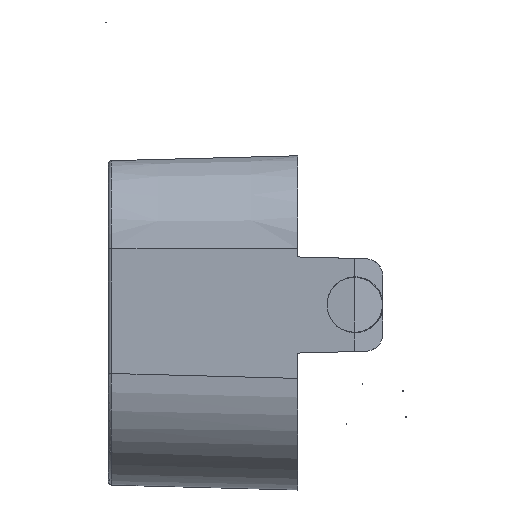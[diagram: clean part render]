
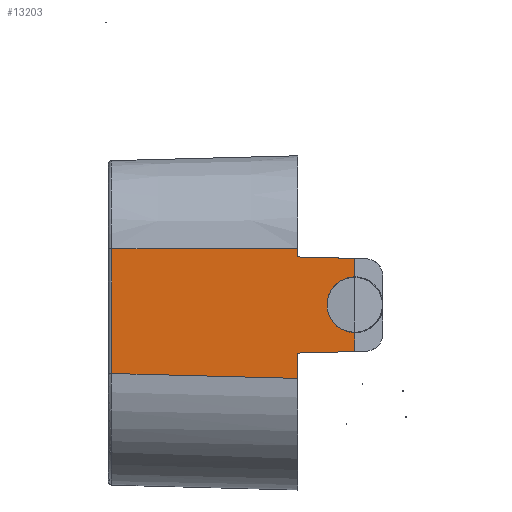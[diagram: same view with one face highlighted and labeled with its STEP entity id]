
A CAD part, left-side view. The second image highlights one B-rep face of the part: STEP entity #13203.
In plain terms, the highlighted planar face has unit normal (-1, 0.026, 0).
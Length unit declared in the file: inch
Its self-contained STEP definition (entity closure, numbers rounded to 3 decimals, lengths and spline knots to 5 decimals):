
#475 = DIRECTION ( 'NONE',  ( -1., 0.026, 0. ) ) ;
#491 = CARTESIAN_POINT ( 'NONE',  ( 0., -0.95472, -1.83858 ) ) ;
#912 = DIRECTION ( 'NONE',  ( 0.026, 0.999, -0.026 ) ) ;
#1362 = LINE ( 'NONE', #30272, #36421 ) ;
#1539 = DIRECTION ( 'NONE',  ( 0., 0., -1. ) ) ;
#3023 = EDGE_CURVE ( 'NONE', #28190, #28622, #14963, .T. ) ;
#4162 = EDGE_CURVE ( 'NONE', #28622, #30940, #19009, .T. ) ;
#4606 = CARTESIAN_POINT ( 'NONE',  ( 0., -0.95472, -0.5565 ) ) ;
#4640 = DIRECTION ( 'NONE',  ( 0., 0., -1. ) ) ;
#5577 = VECTOR ( 'NONE', #25287, 39.37008 ) ;
#5702 = ORIENTED_EDGE ( 'NONE', *, *, #9172, .T. ) ;
#6105 = VERTEX_POINT ( 'NONE', #34387 ) ;
#6143 = ORIENTED_EDGE ( 'NONE', *, *, #4162, .F. ) ;
#6522 = DIRECTION ( 'NONE',  ( -0.026, -1., 0. ) ) ;
#6587 = LINE ( 'NONE', #20444, #9407 ) ;
#6786 = EDGE_CURVE ( 'NONE', #21655, #36654, #6587, .T. ) ;
#7197 = CARTESIAN_POINT ( 'NONE',  ( 0.02498, -0.00065, -1.11022 ) ) ;
#7929 = DIRECTION ( 'NONE',  ( -0.026, -1., 0. ) ) ;
#9172 = EDGE_CURVE ( 'NONE', #12729, #21655, #1362, .T. ) ;
#9292 = EDGE_CURVE ( 'NONE', #32165, #6105, #13511, .T. ) ;
#9407 = VECTOR ( 'NONE', #14560, 39.37008 ) ;
#10145 = CARTESIAN_POINT ( 'NONE',  ( -0.00822, -1.26847, -1.93757 ) ) ;
#10372 = CARTESIAN_POINT ( 'NONE',  ( -0.00822, -1.26847, -1.07702 ) ) ;
#11277 = EDGE_LOOP ( 'NONE', ( #33774, #15348, #29487, #5702, #19249, #16165, #6143, #30316, #34489, #25502, #22658 ) ) ;
#11835 = AXIS2_PLACEMENT_3D ( 'NONE', #37852, #35087, #7929 ) ;
#12105 = CARTESIAN_POINT ( 'NONE',  ( 0., -0.95472, -1.22462 ) ) ;
#12261 = DIRECTION ( 'NONE',  ( -0.026, -1., 0. ) ) ;
#12402 = PLANE ( 'NONE',  #28383 ) ;
#12729 = VERTEX_POINT ( 'NONE', #12858 ) ;
#12858 = CARTESIAN_POINT ( 'NONE',  ( 0., -0.95472, -0.51181 ) ) ;
#13203 = ADVANCED_FACE ( 'NONE', ( #15923 ), #12402, .T. ) ;
#13511 = LINE ( 'NONE', #10145, #5577 ) ;
#14431 = VECTOR ( 'NONE', #26762, 39.37008 ) ;
#14560 = DIRECTION ( 'NONE',  ( 0., 0., -1. ) ) ;
#14963 = LINE ( 'NONE', #7197, #31286 ) ;
#15348 = ORIENTED_EDGE ( 'NONE', *, *, #20066, .T. ) ;
#15923 = FACE_OUTER_BOUND ( 'NONE', #11277, .T. ) ;
#16165 = ORIENTED_EDGE ( 'NONE', *, *, #21218, .T. ) ;
#16634 = CARTESIAN_POINT ( 'NONE',  ( 0., -0.95472, -1.83858 ) ) ;
#17927 = VERTEX_POINT ( 'NONE', #4606 ) ;
#18302 = LINE ( 'NONE', #19448, #37446 ) ;
#18546 = DIRECTION ( 'NONE',  ( 0.026, 1., 0. ) ) ;
#18665 = CARTESIAN_POINT ( 'NONE',  ( -0.00042, -0.97078, -1.22504 ) ) ;
#19009 = LINE ( 'NONE', #16634, #27449 ) ;
#19249 = ORIENTED_EDGE ( 'NONE', *, *, #6786, .T. ) ;
#19448 = CARTESIAN_POINT ( 'NONE',  ( 0., -0.95472, -1.83858 ) ) ;
#19516 = CARTESIAN_POINT ( 'NONE',  ( -0.00822, -1.26847, -0.66589 ) ) ;
#20066 = EDGE_CURVE ( 'NONE', #6105, #17927, #36443, .T. ) ;
#20355 = EDGE_CURVE ( 'NONE', #28190, #24579, #38761, .T. ) ;
#20444 = CARTESIAN_POINT ( 'NONE',  ( 0.02677, 0.06744, -1.83858 ) ) ;
#21218 = EDGE_CURVE ( 'NONE', #36654, #30940, #31180, .T. ) ;
#21446 = EDGE_CURVE ( 'NONE', #32165, #24163, #30669, .T. ) ;
#21655 = VERTEX_POINT ( 'NONE', #33532 ) ;
#22658 = ORIENTED_EDGE ( 'NONE', *, *, #21446, .F. ) ;
#23584 = AXIS2_PLACEMENT_3D ( 'NONE', #33297, #475, #6522 ) ;
#24115 = DIRECTION ( 'NONE',  ( -1., 0.026, 0. ) ) ;
#24163 = VERTEX_POINT ( 'NONE', #34620 ) ;
#24579 = VERTEX_POINT ( 'NONE', #28010 ) ;
#25287 = DIRECTION ( 'NONE',  ( 0., 0., 1. ) ) ;
#25291 = EDGE_CURVE ( 'NONE', #12729, #17927, #18302, .T. ) ;
#25502 = ORIENTED_EDGE ( 'NONE', *, *, #38370, .F. ) ;
#26024 = DIRECTION ( 'NONE',  ( 0.026, 0.999, 0.026 ) ) ;
#26762 = DIRECTION ( 'NONE',  ( 0., 0., 1. ) ) ;
#26998 = VECTOR ( 'NONE', #27920, 39.37008 ) ;
#27449 = VECTOR ( 'NONE', #4640, 39.37008 ) ;
#27920 = DIRECTION ( 'NONE',  ( -0.026, -0.999, -0.026 ) ) ;
#28010 = CARTESIAN_POINT ( 'NONE',  ( -0.00822, -1.26847, -0.97296 ) ) ;
#28190 = VERTEX_POINT ( 'NONE', #10372 ) ;
#28383 = AXIS2_PLACEMENT_3D ( 'NONE', #491, #24115, #12261 ) ;
#28622 = VERTEX_POINT ( 'NONE', #31195 ) ;
#28670 = CIRCLE ( 'NONE', #23584, 0.15354 ) ;
#29487 = ORIENTED_EDGE ( 'NONE', *, *, #25291, .F. ) ;
#29630 = CARTESIAN_POINT ( 'NONE',  ( -0.00822, -1.26847, -1.93757 ) ) ;
#30272 = CARTESIAN_POINT ( 'NONE',  ( 0., -0.95472, -0.51181 ) ) ;
#30316 = ORIENTED_EDGE ( 'NONE', *, *, #3023, .F. ) ;
#30669 = CIRCLE ( 'NONE', #11835, 0.15354 ) ;
#30940 = VERTEX_POINT ( 'NONE', #12105 ) ;
#30960 = CARTESIAN_POINT ( 'NONE',  ( 0.02677, 0.06744, -1.19785 ) ) ;
#31180 = LINE ( 'NONE', #18665, #26998 ) ;
#31195 = CARTESIAN_POINT ( 'NONE',  ( 0., -0.95472, -1.08524 ) ) ;
#31286 = VECTOR ( 'NONE', #912, 39.37008 ) ;
#32165 = VERTEX_POINT ( 'NONE', #19516 ) ;
#33297 = CARTESIAN_POINT ( 'NONE',  ( -0.00825, -1.26974, -0.81942 ) ) ;
#33532 = CARTESIAN_POINT ( 'NONE',  ( 0.02677, 0.06744, -0.51181 ) ) ;
#33774 = ORIENTED_EDGE ( 'NONE', *, *, #9292, .T. ) ;
#34387 = CARTESIAN_POINT ( 'NONE',  ( -0.00822, -1.26847, -0.56471 ) ) ;
#34489 = ORIENTED_EDGE ( 'NONE', *, *, #20355, .T. ) ;
#34620 = CARTESIAN_POINT ( 'NONE',  ( -0.00423, -1.11625, -0.81942 ) ) ;
#34765 = CARTESIAN_POINT ( 'NONE',  ( -0.00088, -0.98825, -0.55737 ) ) ;
#35087 = DIRECTION ( 'NONE',  ( -1., 0.026, 0. ) ) ;
#36421 = VECTOR ( 'NONE', #18546, 39.37008 ) ;
#36443 = LINE ( 'NONE', #34765, #38308 ) ;
#36654 = VERTEX_POINT ( 'NONE', #30960 ) ;
#37446 = VECTOR ( 'NONE', #1539, 39.37008 ) ;
#37852 = CARTESIAN_POINT ( 'NONE',  ( -0.00825, -1.26974, -0.81942 ) ) ;
#38308 = VECTOR ( 'NONE', #26024, 39.37008 ) ;
#38370 = EDGE_CURVE ( 'NONE', #24163, #24579, #28670, .T. ) ;
#38761 = LINE ( 'NONE', #29630, #14431 ) ;
